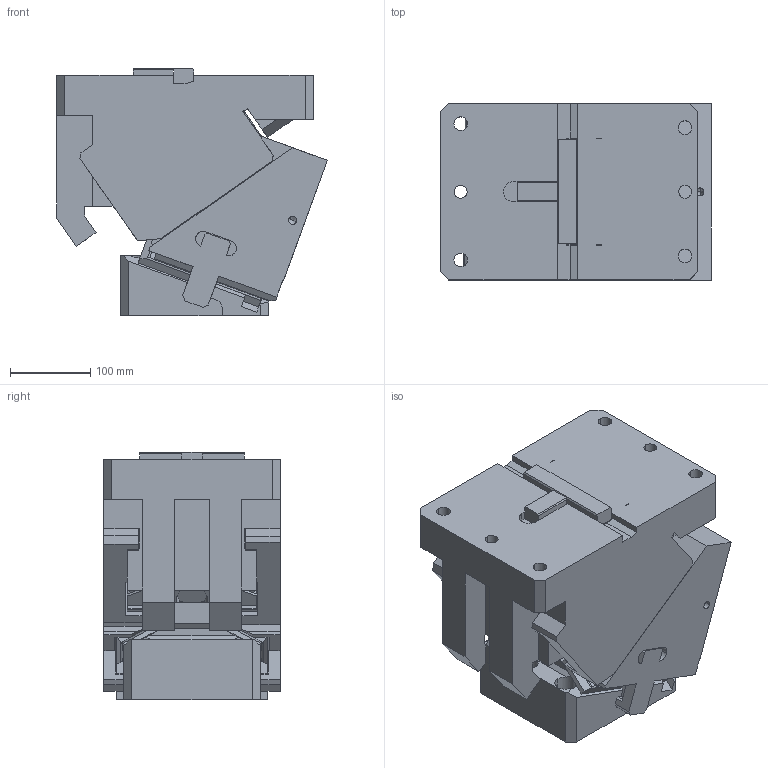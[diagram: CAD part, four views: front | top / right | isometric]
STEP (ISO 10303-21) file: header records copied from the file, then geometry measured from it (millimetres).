
FILE_DESCRIPTION(('CATIA V5 STEP Exchange'),'2;1');
FILE_NAME('CACV_F_220_20.stp','2015-04-27T06:54:29+00:00',('none'),('none'),'CATIA Version 5 Release 19 SP 2 (IN-10)','CATIA V5 STEP AP203','none');
FILE_SCHEMA(('CONFIG_CONTROL_DESIGN'));
Length unit declared in the file: millimetre
Products named in the file (1): CACV_F_220_20
Bounding box: 337.8 x 220 x 309 mm (x, y, z)
Volume: 15082783.6 mm3; surface area: 849957.1 mm2
Topology: 3 solids, 9 shells, 591 faces, 1673 edges, 1095 vertices
Faces by surface type: plane 418, cylinder 165, cone 8
Entity records: 19527 total; most frequent: CARTESIAN_POINT 4744, ORIENTED_EDGE 3334, DIRECTION 2548, EDGE_CURVE 1667, VECTOR 1318, LINE 1318, VERTEX_POINT 1095, AXIS2_PLACEMENT_3D 718
